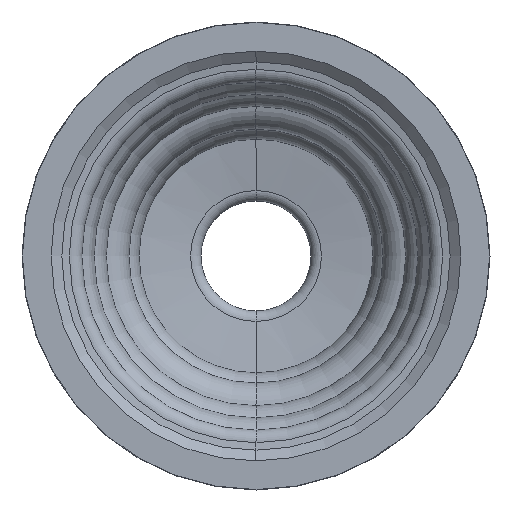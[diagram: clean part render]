
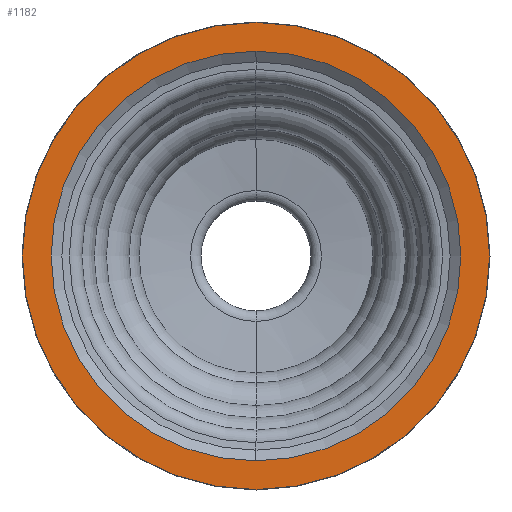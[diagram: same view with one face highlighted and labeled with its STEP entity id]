
A CAD part, left-side view. The second image highlights one B-rep face of the part: STEP entity #1182.
In plain terms, the highlighted planar face has unit normal (-1, 0, 0).
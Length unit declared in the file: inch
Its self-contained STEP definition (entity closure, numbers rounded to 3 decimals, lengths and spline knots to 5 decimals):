
#242 = EDGE_CURVE ( 'NONE', #864, #817, #1385, .T. ) ;
#267 = CARTESIAN_POINT ( 'NONE',  ( 1.5, 1.5, 0. ) ) ;
#268 = DIRECTION ( 'NONE',  ( 1., 0., 0. ) ) ;
#269 = DIRECTION ( 'NONE',  ( 0., 0., -1. ) ) ;
#549 = ORIENTED_EDGE ( 'NONE', *, *, #729, .T. ) ;
#550 = ORIENTED_EDGE ( 'NONE', *, *, #758, .T. ) ;
#551 = ORIENTED_EDGE ( 'NONE', *, *, #242, .F. ) ;
#552 = ORIENTED_EDGE ( 'NONE', *, *, #728, .F. ) ;
#728 = EDGE_CURVE ( 'NONE', #817, #864, #1473, .T. ) ;
#729 = EDGE_CURVE ( 'NONE', #1335, #854, #1474, .T. ) ;
#758 = EDGE_CURVE ( 'NONE', #854, #1335, #2020, .T. ) ;
#817 = VERTEX_POINT ( 'NONE', #2294 ) ;
#854 = VERTEX_POINT ( 'NONE', #2391 ) ;
#864 = VERTEX_POINT ( 'NONE', #2401 ) ;
#1091 = AXIS2_PLACEMENT_3D ( 'NONE', #267, #268, #269 ) ;
#1182 = ADVANCED_FACE ( 'NONE', ( #2114, #2117 ), #2486, .T. ) ;
#1227 = EDGE_LOOP ( 'NONE', ( #549, #550 ) ) ;
#1233 = EDGE_LOOP ( 'NONE', ( #551, #552 ) ) ;
#1335 = VERTEX_POINT ( 'NONE', #2505 ) ;
#1385 = CIRCLE ( 'NONE', #1091, 1.747 ) ;
#1473 = CIRCLE ( 'NONE', #1898, 1.747 ) ;
#1474 = CIRCLE ( 'NONE', #1899, 1.532 ) ;
#1879 = CARTESIAN_POINT ( 'NONE',  ( 1.5, 1.5, 0. ) ) ;
#1880 = DIRECTION ( 'NONE',  ( 1., 0., 0. ) ) ;
#1881 = DIRECTION ( 'NONE',  ( 0., 0., -1. ) ) ;
#1883 = CARTESIAN_POINT ( 'NONE',  ( 1.5, 1.5, 0. ) ) ;
#1884 = DIRECTION ( 'NONE',  ( 1., 0., 0. ) ) ;
#1885 = DIRECTION ( 'NONE',  ( 0., 0., -1. ) ) ;
#1898 = AXIS2_PLACEMENT_3D ( 'NONE', #1879, #1880, #1881 ) ;
#1899 = AXIS2_PLACEMENT_3D ( 'NONE', #1883, #1884, #1885 ) ;
#1916 = AXIS2_PLACEMENT_3D ( 'NONE', #2164, #2165, #2166 ) ;
#2020 = CIRCLE ( 'NONE', #1916, 1.532 ) ;
#2114 = FACE_BOUND ( 'NONE', #1227, .T. ) ;
#2117 = FACE_OUTER_BOUND ( 'NONE', #1233, .T. ) ;
#2164 = CARTESIAN_POINT ( 'NONE',  ( 1.5, 1.5, 0. ) ) ;
#2165 = DIRECTION ( 'NONE',  ( 1., 0., 0. ) ) ;
#2166 = DIRECTION ( 'NONE',  ( 0., 0., -1. ) ) ;
#2294 = CARTESIAN_POINT ( 'NONE',  ( 1.5, 1.5, 1.747 ) ) ;
#2336 = AXIS2_PLACEMENT_3D ( 'NONE', #2478, #2488, #2489 ) ;
#2391 = CARTESIAN_POINT ( 'NONE',  ( 1.5, 1.5, 1.532 ) ) ;
#2401 = CARTESIAN_POINT ( 'NONE',  ( 1.5, 1.5, -1.747 ) ) ;
#2478 = CARTESIAN_POINT ( 'NONE',  ( 1.5, 3.247, 0. ) ) ;
#2486 = PLANE ( 'NONE',  #2336 ) ;
#2488 = DIRECTION ( 'NONE',  ( -1., 0., 0. ) ) ;
#2489 = DIRECTION ( 'NONE',  ( 0., 0., 1. ) ) ;
#2505 = CARTESIAN_POINT ( 'NONE',  ( 1.5, 1.5, -1.532 ) ) ;
